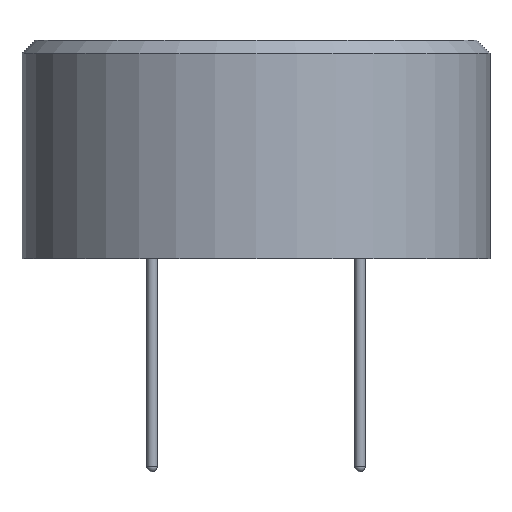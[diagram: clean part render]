
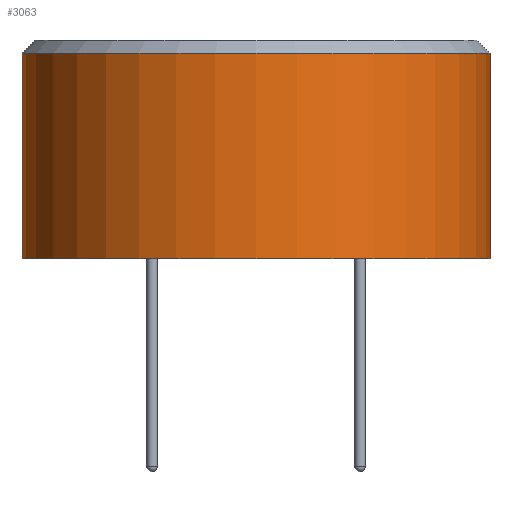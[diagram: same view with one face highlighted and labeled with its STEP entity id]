
A CAD part, front view. The second image highlights one B-rep face of the part: STEP entity #3063.
In plain terms, the highlighted cylindrical face has radius 4.5 mm (diameter 9 mm), a full revolution.
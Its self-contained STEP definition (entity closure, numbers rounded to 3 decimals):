
#930 = VERTEX_POINT('',#931);
#931 = CARTESIAN_POINT('',(4.5,0.,7.95));
#937 = EDGE_CURVE('',#930,#930,#938,.T.);
#938 = CIRCLE('',#939,4.5);
#939 = AXIS2_PLACEMENT_3D('',#940,#941,#942);
#940 = CARTESIAN_POINT('',(0.,0.,7.95));
#941 = DIRECTION('',(0.,0.,1.));
#942 = DIRECTION('',(1.,0.,0.));
#3063 = ADVANCED_FACE('',(#3064),#3083,.T.);
#3064 = FACE_BOUND('',#3065,.F.);
#3065 = EDGE_LOOP('',(#3066,#3074,#3075,#3076));
#3066 = ORIENTED_EDGE('',*,*,#3067,.T.);
#3067 = EDGE_CURVE('',#3068,#930,#3070,.T.);
#3068 = VERTEX_POINT('',#3069);
#3069 = CARTESIAN_POINT('',(4.5,0.,4.));
#3070 = LINE('',#3071,#3072);
#3071 = CARTESIAN_POINT('',(4.5,0.,4.));
#3072 = VECTOR('',#3073,1.);
#3073 = DIRECTION('',(0.,0.,1.));
#3074 = ORIENTED_EDGE('',*,*,#937,.T.);
#3075 = ORIENTED_EDGE('',*,*,#3067,.F.);
#3076 = ORIENTED_EDGE('',*,*,#3077,.F.);
#3077 = EDGE_CURVE('',#3068,#3068,#3078,.T.);
#3078 = CIRCLE('',#3079,4.5);
#3079 = AXIS2_PLACEMENT_3D('',#3080,#3081,#3082);
#3080 = CARTESIAN_POINT('',(0.,0.,4.));
#3081 = DIRECTION('',(0.,0.,1.));
#3082 = DIRECTION('',(1.,0.,0.));
#3083 = CYLINDRICAL_SURFACE('',#3084,4.5);
#3084 = AXIS2_PLACEMENT_3D('',#3085,#3086,#3087);
#3085 = CARTESIAN_POINT('',(0.,0.,4.));
#3086 = DIRECTION('',(-0.,-0.,-1.));
#3087 = DIRECTION('',(1.,0.,0.));
